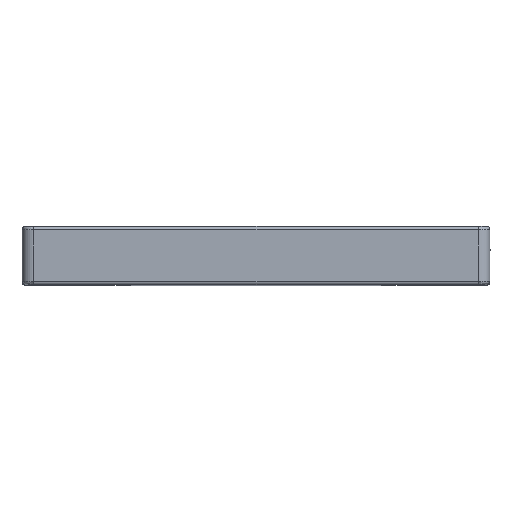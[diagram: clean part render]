
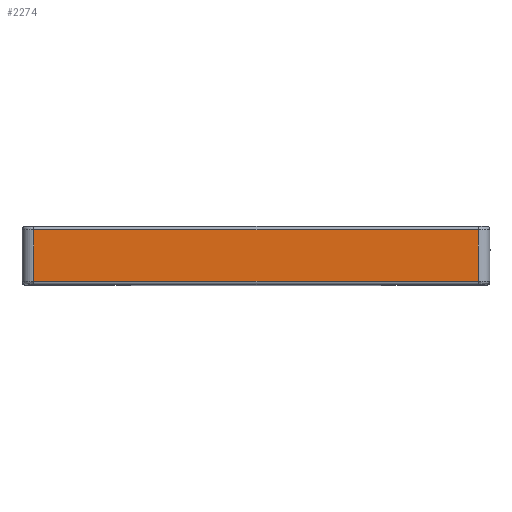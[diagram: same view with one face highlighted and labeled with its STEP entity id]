
A CAD part, top view. The second image highlights one B-rep face of the part: STEP entity #2274.
In plain terms, the highlighted planar face has unit normal (0, 0, 1).
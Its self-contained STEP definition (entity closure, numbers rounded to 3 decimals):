
#20 = DIRECTION ( 'NONE',  ( 0., -1., 0. ) ) ;
#241 = DIRECTION ( 'NONE',  ( 1., 0., 0. ) ) ;
#387 = VERTEX_POINT ( 'NONE', #1400 ) ;
#509 = LINE ( 'NONE', #2217, #2317 ) ;
#709 = ORIENTED_EDGE ( 'NONE', *, *, #1509, .F. ) ;
#747 = DIRECTION ( 'NONE',  ( -1., 0., 0. ) ) ;
#844 = VERTEX_POINT ( 'NONE', #2326 ) ;
#858 = FACE_OUTER_BOUND ( 'NONE', #2226, .T. ) ;
#1009 = LINE ( 'NONE', #2604, #1241 ) ;
#1012 = VECTOR ( 'NONE', #241, 1000. ) ;
#1149 = DIRECTION ( 'NONE',  ( 0., 1., 0. ) ) ;
#1193 = ORIENTED_EDGE ( 'NONE', *, *, #2295, .F. ) ;
#1241 = VECTOR ( 'NONE', #747, 1000. ) ;
#1393 = CARTESIAN_POINT ( 'NONE',  ( 19., -4.7, 20. ) ) ;
#1400 = CARTESIAN_POINT ( 'NONE',  ( 19., -0.3, 20. ) ) ;
#1509 = EDGE_CURVE ( 'NONE', #3084, #844, #3932, .T. ) ;
#1691 = VERTEX_POINT ( 'NONE', #1393 ) ;
#2038 = CARTESIAN_POINT ( 'NONE',  ( -20., -5., 20. ) ) ;
#2217 = CARTESIAN_POINT ( 'NONE',  ( 19., -5., 20. ) ) ;
#2226 = EDGE_LOOP ( 'NONE', ( #709, #3677, #4005, #1193 ) ) ;
#2274 = ADVANCED_FACE ( 'NONE', ( #858 ), #2783, .F. ) ;
#2295 = EDGE_CURVE ( 'NONE', #844, #387, #4679, .T. ) ;
#2317 = VECTOR ( 'NONE', #20, 1000. ) ;
#2326 = CARTESIAN_POINT ( 'NONE',  ( -19., -0.3, 20. ) ) ;
#2405 = EDGE_CURVE ( 'NONE', #387, #1691, #509, .T. ) ;
#2507 = CARTESIAN_POINT ( 'NONE',  ( -19., -4.7, 20. ) ) ;
#2604 = CARTESIAN_POINT ( 'NONE',  ( -20., -4.7, 20. ) ) ;
#2678 = CARTESIAN_POINT ( 'NONE',  ( -19., -5., 20. ) ) ;
#2783 = PLANE ( 'NONE',  #4094 ) ;
#3084 = VERTEX_POINT ( 'NONE', #2507 ) ;
#3223 = EDGE_CURVE ( 'NONE', #1691, #3084, #1009, .T. ) ;
#3547 = DIRECTION ( 'NONE',  ( 0., 0., -1. ) ) ;
#3565 = CARTESIAN_POINT ( 'NONE',  ( -20., -0.3, 20. ) ) ;
#3648 = VECTOR ( 'NONE', #1149, 1000. ) ;
#3677 = ORIENTED_EDGE ( 'NONE', *, *, #3223, .F. ) ;
#3932 = LINE ( 'NONE', #2678, #3648 ) ;
#4005 = ORIENTED_EDGE ( 'NONE', *, *, #2405, .F. ) ;
#4094 = AXIS2_PLACEMENT_3D ( 'NONE', #2038, #3547, #4669 ) ;
#4669 = DIRECTION ( 'NONE',  ( 0., 1., 0. ) ) ;
#4679 = LINE ( 'NONE', #3565, #1012 ) ;
